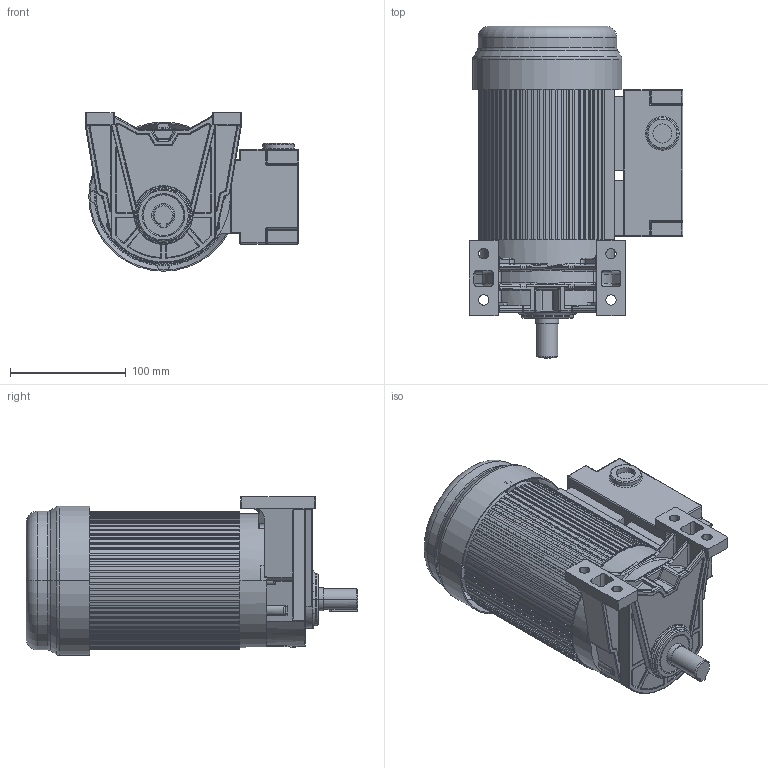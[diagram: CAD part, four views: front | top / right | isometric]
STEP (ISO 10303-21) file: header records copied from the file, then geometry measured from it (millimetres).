
FILE_DESCRIPTION (( 'STEP AP214' ), '1' );
FILE_NAME ('GH-18-200-i-A-B-G1-LD.STEP', '2023-09-12T08:58:57', ( '' ), ( '' ), 'SwSTEP 2.0', 'SolidWorks 2021', '' );
FILE_SCHEMA (( 'AUTOMOTIVE_DESIGN' ));
Length unit declared in the file: millimetre
Products named in the file (9): GH-18-200-i-A-G1-LD(2)_蕼偞; GH-18-200-i-A-B-G1-LD; PRT0003_蕼偞; 煞車接線盒DOWN-UP_預設; GH18-100-_ASM_2_ASM_ASM_ASM_蕼偞; GH18__ASM_蕼偞; PRT0002_蕼偞; 110_130_蕼偞; H18-_3_蕼偞
Assembly tree (8 placements, depth 5):
  GH-18-200-i-A-B-G1-LD
    GH-18-200-i-A-G1-LD(2)_蕼偞
      GH18__ASM_蕼偞
        GH18-100-_ASM_2_ASM_ASM_ASM_蕼偞
          H18-_3_蕼偞
      110_130_蕼偞
      PRT0002_蕼偞
      PRT0003_蕼偞
    煞車接線盒DOWN-UP_預設
Bounding box: 184.5 x 286.91 x 137 mm (x, y, z)
Volume: 1338460.4 mm3; surface area: 420531.9 mm2
Topology: 5 solids, 6 shells, 2099 faces, 5917 edges, 3710 vertices
Faces by surface type: plane 1054, cylinder 656, torus 202, bspline 87, sphere 52, cone 48
Entity records: 75569 total; most frequent: CARTESIAN_POINT 21034, ORIENTED_EDGE 11732, DIRECTION 11076, EDGE_CURVE 5866, VERTEX_POINT 3710, LINE 3698, VECTOR 3698, AXIS2_PLACEMENT_3D 3689
